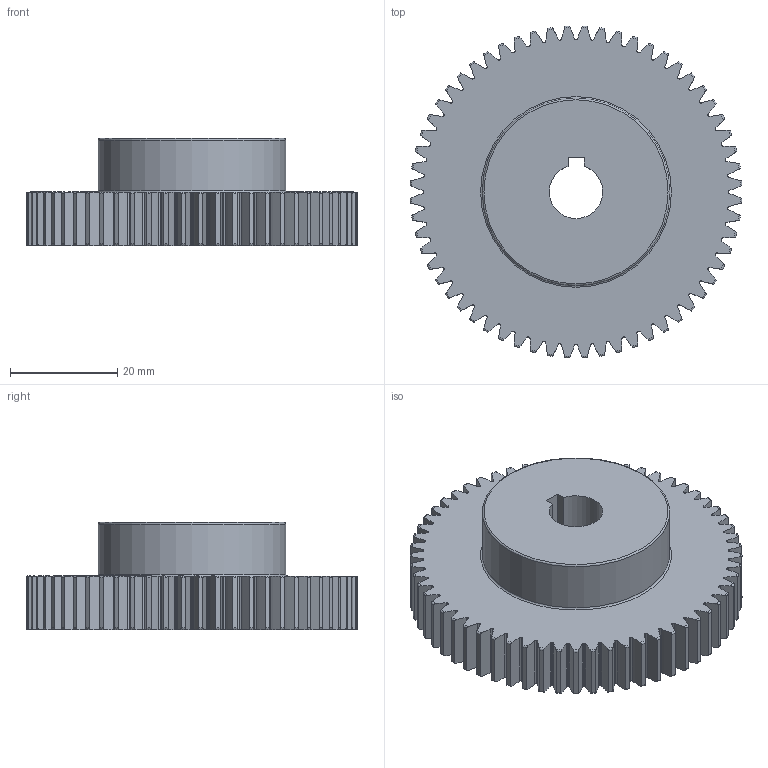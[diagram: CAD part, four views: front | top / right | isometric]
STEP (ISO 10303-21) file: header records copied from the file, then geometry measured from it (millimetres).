
FILE_DESCRIPTION(/* description */ ('STEP AP203'),/* implementation_level */ '2;1');
FILE_NAME(/* name */ '2662N435_20DegreePressureAnglePlasticGear.stp',/* time_stamp */ '2022-05-25T15:52:07+02:00',/* author */ ('Nathann'),/* organization */ ('Managed by Terraform'),/* preprocessor_version */ 'ST-DEVELOPER v16.13',/* originating_system */ 'Autodesk Inventor 2018',/* authorisation */ '');
FILE_SCHEMA (('AUTOMOTIVE_DESIGN { 1 0 10303 214 3 1 1 }'));
Length unit declared in the file: inch
Products named in the file (1): 2662N435_20DegreePressureAnglePlasticGear
Bounding box: 61.95 x 61.95 x 20 mm (x, y, z)
Volume: 36063.4 mm3; surface area: 11121.9 mm2
Topology: 1 solids, 1 shells, 490 faces, 1459 edges, 972 vertices
Faces by surface type: cylinder 362, torus 122, plane 6
Full cylindrical faces by diameter (mm): 35 x1
Entity records: 19123 total; most frequent: CARTESIAN_POINT 5559, DIRECTION 3044, ORIENTED_EDGE 2912, EDGE_CURVE 1456, AXIS2_PLACEMENT_3D 1337, VERTEX_POINT 972, CIRCLE 846, EDGE_LOOP 496
